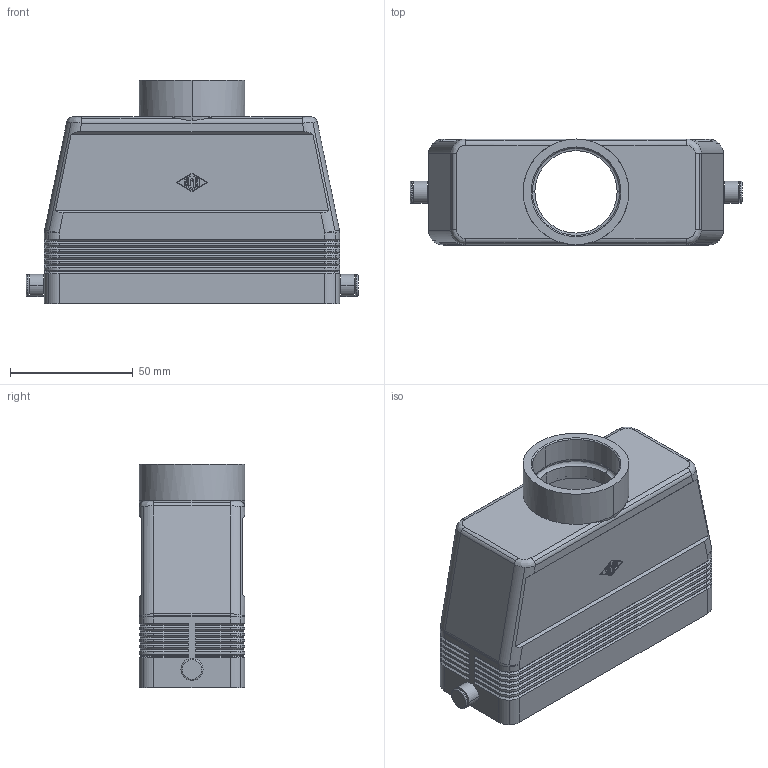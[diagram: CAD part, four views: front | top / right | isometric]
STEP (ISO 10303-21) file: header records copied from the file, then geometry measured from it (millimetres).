
FILE_DESCRIPTION((''),'2;1');
FILE_NAME('CMAV 16 L29.stp','2006-12-22T10:48:58',('gembarski'),(''),'Autodesk Inventor 7','Autodesk Inventor 7','');
FILE_SCHEMA(('AUTOMOTIVE_DESIGN { 1 0 10303 214 1 1 1 1 }'));
Length unit declared in the file: millimetre
Products named in the file (1): CH Tüllengehäuse für einen Einsatz Teil 6
Bounding box: 135 x 43 x 91 mm (x, y, z)
Volume: 89355 mm3; surface area: 57621.5 mm2
Topology: 1 solids, 1 shells, 525 faces, 1227 edges, 720 vertices
Faces by surface type: plane 193, cylinder 130, cone 102, bspline 92, torus 4, sphere 4
Entity records: 15780 total; most frequent: CARTESIAN_POINT 3907, DIRECTION 2503, ORIENTED_EDGE 2438, EDGE_CURVE 1219, AXIS2_PLACEMENT_3D 858, VECTOR 787, LINE 787, VERTEX_POINT 720
